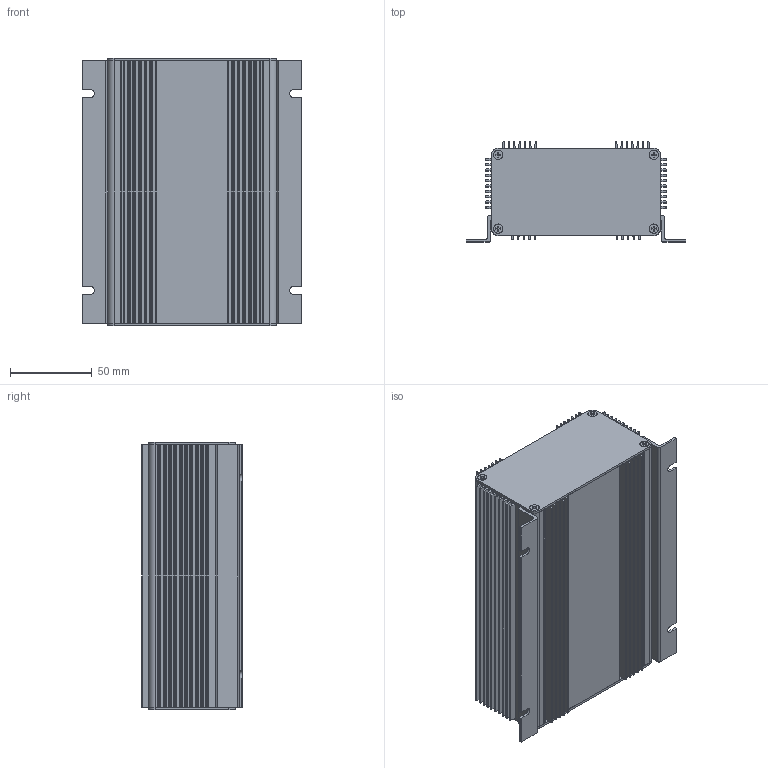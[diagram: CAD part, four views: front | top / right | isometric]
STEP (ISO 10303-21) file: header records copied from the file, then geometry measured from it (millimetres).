
FILE_DESCRIPTION(/* description */ (''),/* implementation_level */ '2;1');
FILE_NAME(/* name */ 'STEP''s\1455NHD1601.stp',/* time_stamp */ '2016-05-30T14:52:46-04:00',/* author */ ('tfoster'),/* organization */ (''),/* preprocessor_version */ 'ST-DEVELOPER v16.1',/* originating_system */ 'Autodesk Inventor 2016',/* authorisation */ '');
FILE_SCHEMA (('AUTOMOTIVE_DESIGN { 1 0 10303 214 3 1 1 }'));
Length unit declared in the file: millimetre
Products named in the file (6): EXT55NHD160; EXT55NBHD160; EXT55NHD160FM; 1455N End Plate; 1455 screw; 1455NHD1601
Assembly tree (14 placements, depth 2):
  1455NHD1601
    EXT55NHD160
    EXT55NBHD160
    EXT55NHD160FM  x2
    1455N End Plate  x2
    1455 screw  x8
Bounding box: 134 x 61 x 163 mm (x, y, z)
Volume: 195094.6 mm3; surface area: 261712.7 mm2
Topology: 14 solids, 14 shells, 1016 faces, 2932 edges, 1952 vertices
Faces by surface type: plane 498, cylinder 462, cone 56
Full cylindrical faces by diameter (mm): 3.5 x16
Entity records: 21932 total; most frequent: ORIENTED_EDGE 4904, CARTESIAN_POINT 4681, EDGE_CURVE 2452, AXIS2_PLACEMENT_3D 1647, VERTEX_POINT 1640, LINE 1500, CIRCLE 866, EDGE_LOOP 854
